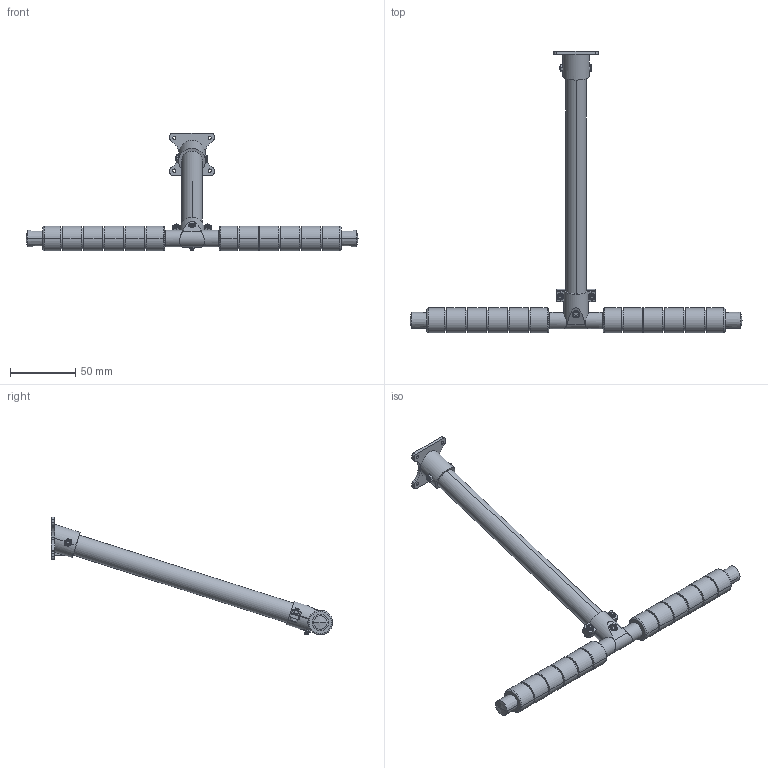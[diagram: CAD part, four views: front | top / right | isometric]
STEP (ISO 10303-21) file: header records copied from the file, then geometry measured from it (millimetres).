
FILE_DESCRIPTION((''),'2;1');
FILE_NAME('QILUOJIA-X500_ASM','2020-11-30T17:09:10',('QGLing'),(''),'CREO PARAMETRIC BY PTC INC, 2016510','CREO PARAMETRIC BY PTC INC, 2016510','');
FILE_SCHEMA(('CONFIG_CONTROL_DESIGN'));
Length unit declared in the file: millimetre
Products named in the file (11): JIA-LIANJIE; GUAN-CHENG; JIAO-LIANJIE; GUAN-JIAO; JIAO-EVA; MAO-JIAO; GB70-M3-25-DING; LM-M3-DING; GB70-M3-8-DING; GB70-M3-21-DING; QILUOJIA-X500_ASM
Assembly tree (16 placements, depth 2):
  QILUOJIA-X500_ASM
    JIA-LIANJIE
    GUAN-CHENG
    JIAO-LIANJIE
    GUAN-JIAO
    JIAO-EVA  x2
    MAO-JIAO  x2
    GB70-M3-25-DING
    LM-M3-DING  x4
    GB70-M3-8-DING  x2
    GB70-M3-21-DING
Bounding box: 254 x 215.28 x 90.2 mm (x, y, z)
Volume: 63998.8 mm3; surface area: 65761.3 mm2
Topology: 16 solids, 16 shells, 612 faces, 1573 edges, 1018 vertices
Faces by surface type: cylinder 302, plane 182, bspline 68, cone 44, torus 16
Entity records: 26811 total; most frequent: CARTESIAN_POINT 16186, ORIENTED_EDGE 2338, DIRECTION 1864, EDGE_CURVE 1169, VERTEX_POINT 764, AXIS2_PLACEMENT_3D 667, VECTOR 530, LINE 530
